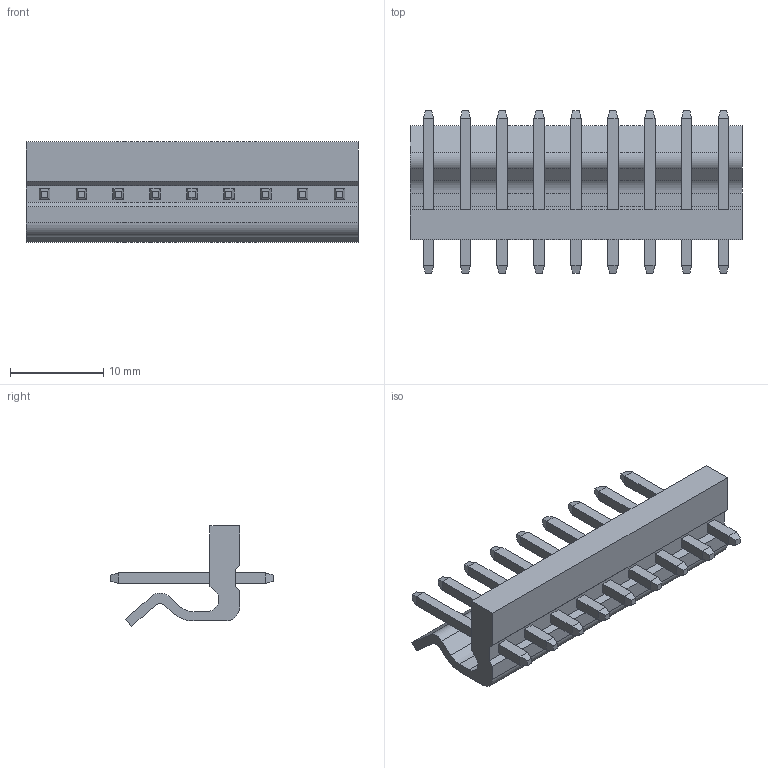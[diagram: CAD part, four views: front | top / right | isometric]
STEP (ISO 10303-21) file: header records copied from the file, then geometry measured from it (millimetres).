
FILE_DESCRIPTION(('FreeCAD Model'),'2;1');
FILE_NAME('400109ST.stp','2020-01-25T23:12:24',('Author'),(''), 'Open CASCADE STEP processor 7.3','FreeCAD','Unknown');
FILE_SCHEMA(('AUTOMOTIVE_DESIGN { 1 0 10303 214 1 1 1 1 }'));
Length unit declared in the file: millimetre
Products named in the file (1): 400109ST
Bounding box: 35.64 x 17.45 x 10.75 mm (x, y, z)
Volume: 1579.3 mm3; surface area: 2361.8 mm2
Topology: 1 solids, 1 shells, 185 faces, 423 edges, 258 vertices
Faces by surface type: plane 179, cylinder 6
Entity records: 11855 total; most frequent: CARTESIAN_POINT 1785, DIRECTION 1641, LINE 1245, VECTOR 1245, ORIENTED_EDGE 846, PCURVE 846, DEFINITIONAL_REPRESENTATION 846, EDGE_CURVE 423
